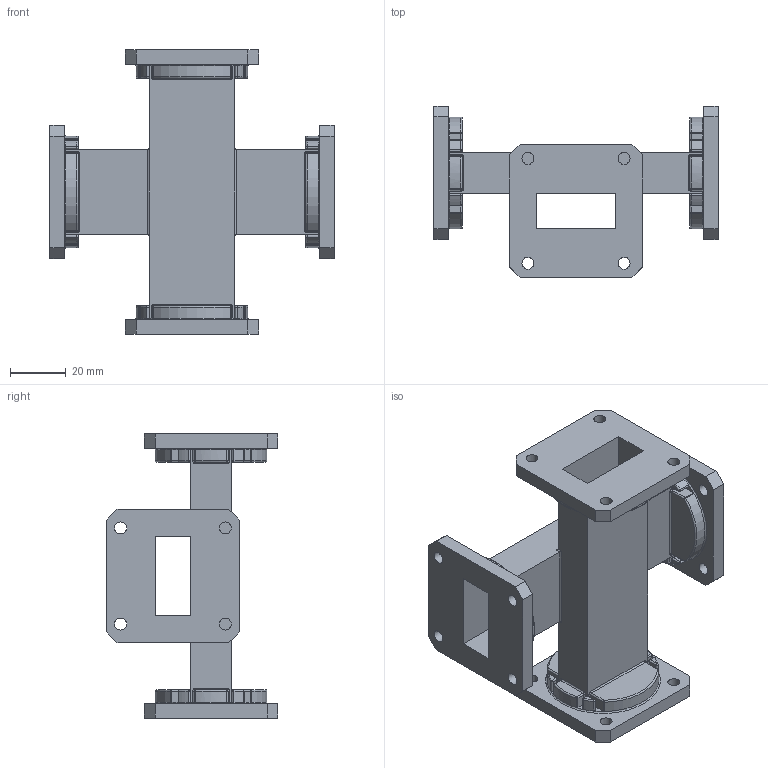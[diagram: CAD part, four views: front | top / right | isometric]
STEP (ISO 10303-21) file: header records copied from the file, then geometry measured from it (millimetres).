
FILE_DESCRIPTION (( 'STEP AP203' ), '1' );
FILE_NAME ('PEWCP1066_3D.step', '2022-01-28T21:00:33', ( '' ), ( '' ), 'SwSTEP 2.0', 'SolidWorks 2021', '' );
FILE_SCHEMA (( 'CONFIG_CONTROL_DESIGN' ));
Length unit declared in the file: inch
Products named in the file (1): PEWCP1066_3D
Bounding box: 101.6 x 61.26 x 101.6 mm (x, y, z)
Volume: 67524.5 mm3; surface area: 51725.2 mm2
Topology: 1 solids, 1 shells, 574 faces, 1424 edges, 768 vertices
Faces by surface type: cylinder 248, plane 170, sphere 80, torus 76
Full cylindrical faces by diameter (mm): 4.293 x16
Entity records: 16035 total; most frequent: DIRECTION 3114, CARTESIAN_POINT 2619, ORIENTED_EDGE 2592, EDGE_CURVE 1296, AXIS2_PLACEMENT_3D 1243, VERTEX_POINT 748, CIRCLE 668, EDGE_LOOP 634
